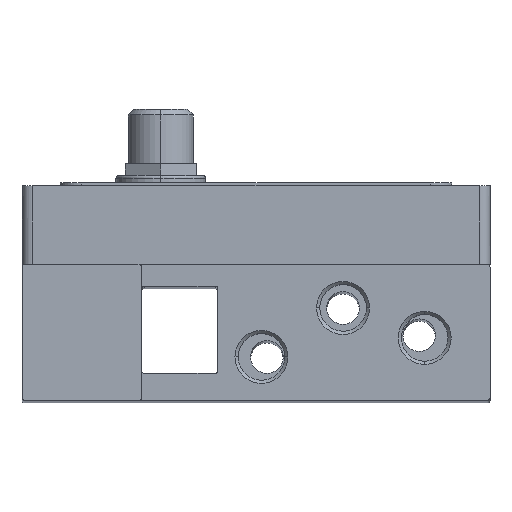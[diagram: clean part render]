
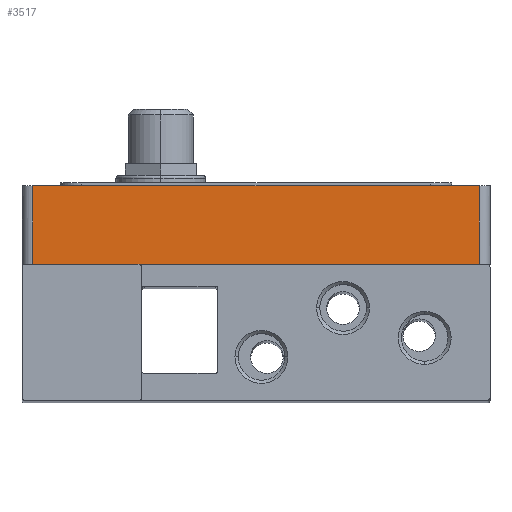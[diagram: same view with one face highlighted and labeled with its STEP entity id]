
A CAD part, top view. The second image highlights one B-rep face of the part: STEP entity #3517.
In plain terms, the highlighted planar face has unit normal (0, 0, 1).
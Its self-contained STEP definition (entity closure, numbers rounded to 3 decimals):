
#23 = LINE ( 'NONE', #4448, #3405 ) ;
#391 = CARTESIAN_POINT ( 'NONE',  ( 2., 39.5, 20.5 ) ) ;
#535 = VECTOR ( 'NONE', #2915, 1000. ) ;
#796 = CARTESIAN_POINT ( 'NONE',  ( 85.5, 25., 20.5 ) ) ;
#1542 = AXIS2_PLACEMENT_3D ( 'NONE', #4752, #8675, #7236 ) ;
#1912 = FACE_OUTER_BOUND ( 'NONE', #7789, .T. ) ;
#2412 = EDGE_CURVE ( 'NONE', #6180, #6939, #23, .T. ) ;
#2699 = ORIENTED_EDGE ( 'NONE', *, *, #4212, .T. ) ;
#2725 = ORIENTED_EDGE ( 'NONE', *, *, #6141, .F. ) ;
#2915 = DIRECTION ( 'NONE',  ( 0., -1., 0. ) ) ;
#3405 = VECTOR ( 'NONE', #9761, 1000. ) ;
#3445 = ORIENTED_EDGE ( 'NONE', *, *, #2412, .F. ) ;
#3517 = ADVANCED_FACE ( 'NONE', ( #1912 ), #5649, .F. ) ;
#3634 = VECTOR ( 'NONE', #9185, 1000. ) ;
#3759 = CARTESIAN_POINT ( 'NONE',  ( 2., 25., 20.5 ) ) ;
#3821 = EDGE_CURVE ( 'NONE', #6939, #8470, #7159, .T. ) ;
#4212 = EDGE_CURVE ( 'NONE', #6180, #5305, #4812, .T. ) ;
#4400 = ORIENTED_EDGE ( 'NONE', *, *, #3821, .F. ) ;
#4448 = CARTESIAN_POINT ( 'NONE',  ( 2., 39.5, 20.5 ) ) ;
#4752 = CARTESIAN_POINT ( 'NONE',  ( 2., 39.5, 20.5 ) ) ;
#4812 = LINE ( 'NONE', #796, #3634 ) ;
#5208 = CARTESIAN_POINT ( 'NONE',  ( 84., 39.5, 20.5 ) ) ;
#5305 = VERTEX_POINT ( 'NONE', #6731 ) ;
#5649 = PLANE ( 'NONE',  #1542 ) ;
#6141 = EDGE_CURVE ( 'NONE', #8470, #5305, #9819, .T. ) ;
#6180 = VERTEX_POINT ( 'NONE', #3759 ) ;
#6311 = VECTOR ( 'NONE', #8003, 1000. ) ;
#6731 = CARTESIAN_POINT ( 'NONE',  ( 84., 25., 20.5 ) ) ;
#6939 = VERTEX_POINT ( 'NONE', #9183 ) ;
#7159 = LINE ( 'NONE', #391, #6311 ) ;
#7236 = DIRECTION ( 'NONE',  ( -1., 0., 0. ) ) ;
#7789 = EDGE_LOOP ( 'NONE', ( #2725, #4400, #3445, #2699 ) ) ;
#8003 = DIRECTION ( 'NONE',  ( 1., 0., 0. ) ) ;
#8470 = VERTEX_POINT ( 'NONE', #9215 ) ;
#8675 = DIRECTION ( 'NONE',  ( 0., 0., -1. ) ) ;
#9183 = CARTESIAN_POINT ( 'NONE',  ( 2., 39.5, 20.5 ) ) ;
#9185 = DIRECTION ( 'NONE',  ( 1., 0., 0. ) ) ;
#9215 = CARTESIAN_POINT ( 'NONE',  ( 84., 39.5, 20.5 ) ) ;
#9761 = DIRECTION ( 'NONE',  ( 0., 1., 0. ) ) ;
#9819 = LINE ( 'NONE', #5208, #535 ) ;
